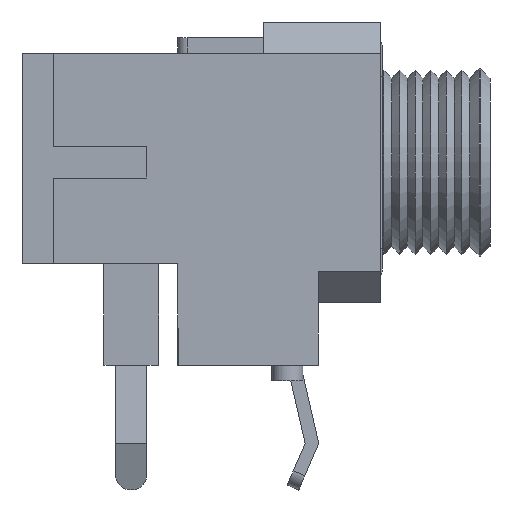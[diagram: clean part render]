
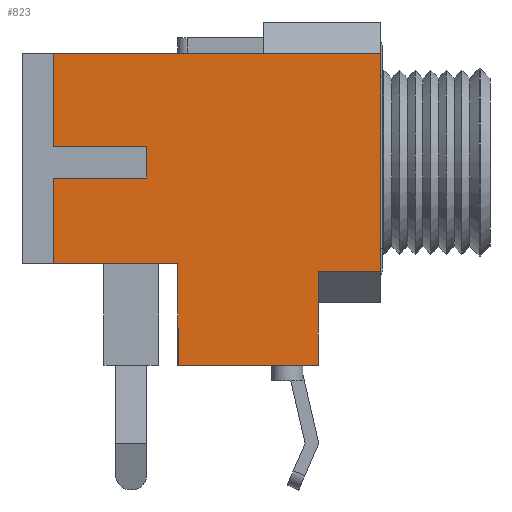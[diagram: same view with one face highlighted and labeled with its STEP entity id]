
A CAD part, front view. The second image highlights one B-rep face of the part: STEP entity #823.
In plain terms, the highlighted planar face has unit normal (0, -1, 0).
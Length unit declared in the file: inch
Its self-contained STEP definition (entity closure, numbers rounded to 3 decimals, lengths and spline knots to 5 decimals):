
#46 = LINE ( 'NONE', #1555, #1882 ) ;
#221 = CARTESIAN_POINT ( 'NONE',  ( -0.1378, -0.23622, -0.17717 ) ) ;
#311 = LINE ( 'NONE', #4322, #963 ) ;
#345 = DIRECTION ( 'NONE',  ( 0., 0., -1. ) ) ;
#356 = VECTOR ( 'NONE', #2796, 39.37008 ) ;
#368 = VECTOR ( 'NONE', #6351, 39.37008 ) ;
#412 = VERTEX_POINT ( 'NONE', #4163 ) ;
#439 = ORIENTED_EDGE ( 'NONE', *, *, #2817, .F. ) ;
#446 = VERTEX_POINT ( 'NONE', #2383 ) ;
#543 = EDGE_CURVE ( 'NONE', #4023, #3794, #311, .T. ) ;
#632 = ORIENTED_EDGE ( 'NONE', *, *, #3652, .T. ) ;
#709 = LINE ( 'NONE', #5712, #4020 ) ;
#731 = VERTEX_POINT ( 'NONE', #4586 ) ;
#767 = EDGE_CURVE ( 'NONE', #3196, #2599, #5136, .T. ) ;
#823 = ADVANCED_FACE ( 'NONE', ( #1249 ), #5325, .F. ) ;
#828 = DIRECTION ( 'NONE',  ( 1., 0., 0. ) ) ;
#963 = VECTOR ( 'NONE', #828, 39.37008 ) ;
#1022 = EDGE_CURVE ( 'NONE', #3794, #2951, #6027, .T. ) ;
#1165 = EDGE_CURVE ( 'NONE', #2599, #4265, #4133, .T. ) ;
#1206 = DIRECTION ( 'NONE',  ( -1., 0., 0. ) ) ;
#1249 = FACE_OUTER_BOUND ( 'NONE', #6286, .T. ) ;
#1414 = EDGE_CURVE ( 'NONE', #3196, #731, #709, .T. ) ;
#1438 = EDGE_CURVE ( 'NONE', #412, #4265, #4721, .T. ) ;
#1555 = CARTESIAN_POINT ( 'NONE',  ( -0.28543, -0.23622, -0.12795 ) ) ;
#1561 = ORIENTED_EDGE ( 'NONE', *, *, #1438, .F. ) ;
#1602 = VECTOR ( 'NONE', #2228, 39.37008 ) ;
#1652 = DIRECTION ( 'NONE',  ( 0., 0., 1. ) ) ;
#1782 = VERTEX_POINT ( 'NONE', #5848 ) ;
#1801 = CARTESIAN_POINT ( 'NONE',  ( -0.3937, -0.23622, -0.25591 ) ) ;
#1803 = AXIS2_PLACEMENT_3D ( 'NONE', #4256, #5888, #4374 ) ;
#1882 = VECTOR ( 'NONE', #6218, 39.37008 ) ;
#2028 = CARTESIAN_POINT ( 'NONE',  ( -0.55118, -0.23622, -0.12795 ) ) ;
#2029 = VECTOR ( 'NONE', #345, 39.37008 ) ;
#2228 = DIRECTION ( 'NONE',  ( 0., 0., -1. ) ) ;
#2296 = LINE ( 'NONE', #2429, #356 ) ;
#2333 = VECTOR ( 'NONE', #5268, 39.37008 ) ;
#2383 = CARTESIAN_POINT ( 'NONE',  ( -0.28543, -0.23622, 0.1378 ) ) ;
#2399 = LINE ( 'NONE', #2899, #368 ) ;
#2429 = CARTESIAN_POINT ( 'NONE',  ( -0.59055, -0.23622, 0.1378 ) ) ;
#2563 = VERTEX_POINT ( 'NONE', #3131 ) ;
#2599 = VERTEX_POINT ( 'NONE', #6279 ) ;
#2633 = VECTOR ( 'NONE', #4931, 39.37008 ) ;
#2756 = EDGE_CURVE ( 'NONE', #5822, #446, #2296, .T. ) ;
#2796 = DIRECTION ( 'NONE',  ( 1., 0., 0. ) ) ;
#2817 = EDGE_CURVE ( 'NONE', #731, #2563, #5345, .T. ) ;
#2899 = CARTESIAN_POINT ( 'NONE',  ( -0.1378, -0.23622, 0.1378 ) ) ;
#2933 = CARTESIAN_POINT ( 'NONE',  ( -0.55118, -0.23622, 0.01969 ) ) ;
#2936 = LINE ( 'NONE', #5925, #5623 ) ;
#2951 = VERTEX_POINT ( 'NONE', #3097 ) ;
#2971 = LINE ( 'NONE', #2933, #2633 ) ;
#3046 = CARTESIAN_POINT ( 'NONE',  ( -0.55118, -0.23622, 0.01969 ) ) ;
#3097 = CARTESIAN_POINT ( 'NONE',  ( -0.43307, -0.23622, -0.01969 ) ) ;
#3131 = CARTESIAN_POINT ( 'NONE',  ( -0.3937, -0.23622, -0.12795 ) ) ;
#3196 = VERTEX_POINT ( 'NONE', #3308 ) ;
#3272 = EDGE_CURVE ( 'NONE', #1782, #5213, #3732, .T. ) ;
#3274 = VECTOR ( 'NONE', #1652, 39.37008 ) ;
#3308 = CARTESIAN_POINT ( 'NONE',  ( -0.21654, -0.23622, -0.25591 ) ) ;
#3325 = CARTESIAN_POINT ( 'NONE',  ( -0.55118, -0.23622, 0.1378 ) ) ;
#3652 = EDGE_CURVE ( 'NONE', #412, #446, #2399, .T. ) ;
#3686 = CARTESIAN_POINT ( 'NONE',  ( -0.21654, -0.23622, -0.25591 ) ) ;
#3715 = CARTESIAN_POINT ( 'NONE',  ( -0.1378, -0.23622, -0.1378 ) ) ;
#3732 = LINE ( 'NONE', #5802, #2029 ) ;
#3794 = VERTEX_POINT ( 'NONE', #4574 ) ;
#3854 = ORIENTED_EDGE ( 'NONE', *, *, #767, .T. ) ;
#3925 = ORIENTED_EDGE ( 'NONE', *, *, #5924, .T. ) ;
#3932 = ORIENTED_EDGE ( 'NONE', *, *, #2756, .F. ) ;
#3981 = DIRECTION ( 'NONE',  ( 0., 0., -1. ) ) ;
#3993 = ORIENTED_EDGE ( 'NONE', *, *, #1414, .F. ) ;
#4020 = VECTOR ( 'NONE', #1206, 39.37008 ) ;
#4023 = VERTEX_POINT ( 'NONE', #3046 ) ;
#4133 = LINE ( 'NONE', #6196, #2333 ) ;
#4163 = CARTESIAN_POINT ( 'NONE',  ( -0.1378, -0.23622, 0.1378 ) ) ;
#4256 = CARTESIAN_POINT ( 'NONE',  ( -0.1378, -0.23622, 0.17717 ) ) ;
#4265 = VERTEX_POINT ( 'NONE', #3715 ) ;
#4322 = CARTESIAN_POINT ( 'NONE',  ( -0.43307, -0.23622, 0.01969 ) ) ;
#4374 = DIRECTION ( 'NONE',  ( 0., 0., 1. ) ) ;
#4574 = CARTESIAN_POINT ( 'NONE',  ( -0.43307, -0.23622, 0.01969 ) ) ;
#4586 = CARTESIAN_POINT ( 'NONE',  ( -0.3937, -0.23622, -0.25591 ) ) ;
#4721 = LINE ( 'NONE', #221, #1602 ) ;
#4773 = EDGE_CURVE ( 'NONE', #2951, #1782, #2936, .T. ) ;
#4870 = DIRECTION ( 'NONE',  ( -1., 0., 0. ) ) ;
#4883 = ORIENTED_EDGE ( 'NONE', *, *, #1022, .T. ) ;
#4931 = DIRECTION ( 'NONE',  ( 0., 0., -1. ) ) ;
#4936 = CARTESIAN_POINT ( 'NONE',  ( -0.43307, -0.23622, -0.01969 ) ) ;
#5136 = LINE ( 'NONE', #3686, #3274 ) ;
#5213 = VERTEX_POINT ( 'NONE', #2028 ) ;
#5262 = VECTOR ( 'NONE', #3981, 39.37008 ) ;
#5268 = DIRECTION ( 'NONE',  ( 1., 0., 0. ) ) ;
#5325 = PLANE ( 'NONE',  #1803 ) ;
#5345 = LINE ( 'NONE', #1801, #5613 ) ;
#5524 = EDGE_CURVE ( 'NONE', #2563, #5213, #46, .T. ) ;
#5613 = VECTOR ( 'NONE', #5815, 39.37008 ) ;
#5623 = VECTOR ( 'NONE', #4870, 39.37008 ) ;
#5712 = CARTESIAN_POINT ( 'NONE',  ( -0.21654, -0.23622, -0.25591 ) ) ;
#5733 = ORIENTED_EDGE ( 'NONE', *, *, #3272, .T. ) ;
#5752 = ORIENTED_EDGE ( 'NONE', *, *, #4773, .T. ) ;
#5802 = CARTESIAN_POINT ( 'NONE',  ( -0.55118, -0.23622, -0.12795 ) ) ;
#5815 = DIRECTION ( 'NONE',  ( 0., 0., 1. ) ) ;
#5822 = VERTEX_POINT ( 'NONE', #3325 ) ;
#5831 = ORIENTED_EDGE ( 'NONE', *, *, #1165, .T. ) ;
#5848 = CARTESIAN_POINT ( 'NONE',  ( -0.55118, -0.23622, -0.01969 ) ) ;
#5888 = DIRECTION ( 'NONE',  ( 0., 1., 0. ) ) ;
#5924 = EDGE_CURVE ( 'NONE', #5822, #4023, #2971, .T. ) ;
#5925 = CARTESIAN_POINT ( 'NONE',  ( -0.55118, -0.23622, -0.01969 ) ) ;
#6027 = LINE ( 'NONE', #4936, #5262 ) ;
#6075 = ORIENTED_EDGE ( 'NONE', *, *, #543, .T. ) ;
#6196 = CARTESIAN_POINT ( 'NONE',  ( -0.1378, -0.23622, -0.1378 ) ) ;
#6218 = DIRECTION ( 'NONE',  ( -1., 0., 0. ) ) ;
#6279 = CARTESIAN_POINT ( 'NONE',  ( -0.21654, -0.23622, -0.1378 ) ) ;
#6286 = EDGE_LOOP ( 'NONE', ( #3854, #5831, #1561, #632, #3932, #3925, #6075, #4883, #5752, #5733, #6362, #439, #3993 ) ) ;
#6351 = DIRECTION ( 'NONE',  ( -1., 0., 0. ) ) ;
#6362 = ORIENTED_EDGE ( 'NONE', *, *, #5524, .F. ) ;
